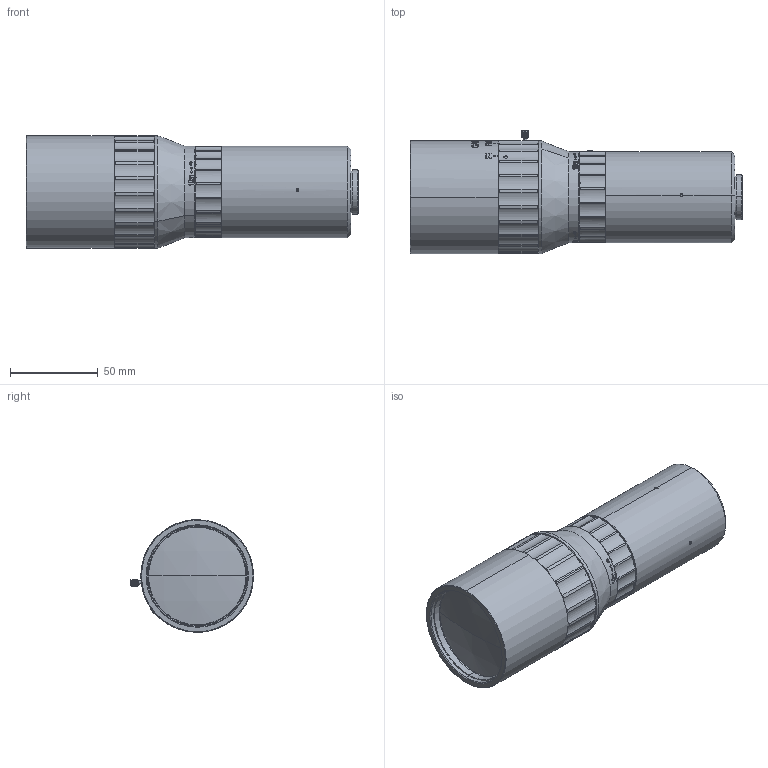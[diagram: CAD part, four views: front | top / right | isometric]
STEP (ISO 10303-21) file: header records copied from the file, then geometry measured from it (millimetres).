
FILE_DESCRIPTION (( 'STEP AP214' ), '1' );
FILE_NAME ('600070.STEP', '2025-11-20T06:28:50', ( 'DELL' ), ( '' ), 'SwSTEP 2.0', 'SolidWorks 2025', '' );
FILE_SCHEMA (( 'AUTOMOTIVE_DESIGN' ));
Length unit declared in the file: millimetre
Products named in the file (30): 600070-RE1; 600070-IR; 600070-R2; 600070-CAM1; MA5238-00-01（Max）.STEP; 600070-M1; 600070-B3; 600070; 600070-SC1; 600070-RE3; 5000116; 600070-B1; 5000115; 600070-R1; 600070 REAR ASSEMBLE; MA5238-02-02.STEP; 600070-B4; 600070-B2; 600070-SC4; 5000112; 5000113; MA5238-02-01.STEP; 600070 MOVING GROUP ASSEM; 600070-SC5; 600070-E9; 600070-E1; 600070-SC3; 600070-RE4; 600070-D2; 600070-SC2
Assembly tree (40 placements, depth 4):
  600070
    600070-B1
    600070-E1
    600070-RE1
    600070-IR
      MA5238-00-01（Max）.STEP
        MA5238-02-01.STEP
        MA5238-02-02.STEP
    600070-SC1
    600070-R1
    5000112  x2
    600070-B4
    5000113  x2
    600070 MOVING GROUP ASSEM
      600070-B2
      600070-RE3
    600070 REAR ASSEMBLE
      600070-B3
      600070-D2
        600070-E9
      600070-RE4
    600070-CAM1
    600070-SC4
    600070-SC5
    600070-SC2  x3
    600070-SC3  x3
    600070-R2
    5000115  x3
    600070-M1
    5000116  x4
Bounding box: 188.66 x 69.96 x 64 mm (x, y, z)
Volume: 231617.9 mm3; surface area: 158115.5 mm2
Topology: 35 solids, 35 shells, 1627 faces, 4138 edges, 2682 vertices
Faces by surface type: plane 552, cylinder 539, bspline 283, cone 245, sphere 8
Entity records: 84989 total; most frequent: CARTESIAN_POINT 52144, ORIENTED_EDGE 7172, DIRECTION 5807, EDGE_CURVE 3586, AXIS2_PLACEMENT_3D 2359, VERTEX_POINT 2328, EDGE_LOOP 1586, FACE_OUTER_BOUND 1403
